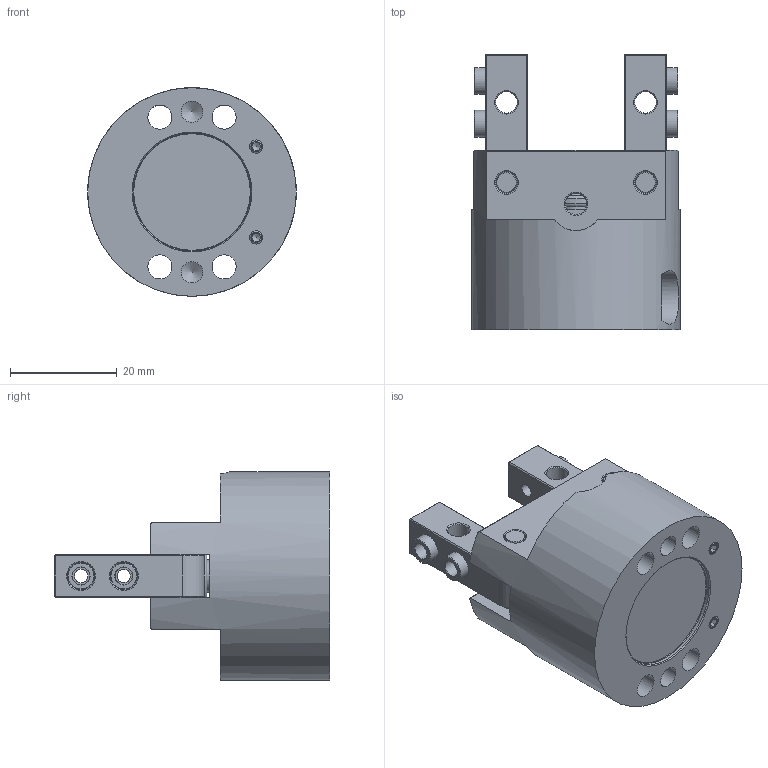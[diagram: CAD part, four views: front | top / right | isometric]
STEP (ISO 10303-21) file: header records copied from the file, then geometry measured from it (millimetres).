
FILE_DESCRIPTION(/* description */ (''),/* implementation_level */ '2;1');
FILE_NAME(/* name */ 'GAP-40.stp',/* time_stamp */ '2021-05-19T08:58:11+02:00',/* author */ ('Emilio'),/* organization */ (''),/* preprocessor_version */ 'ST-DEVELOPER v17.2',/* originating_system */ 'Autodesk Inventor 2019',/* authorisation */ '');
FILE_SCHEMA (('AUTOMOTIVE_DESIGN { 1 0 10303 214 3 1 1 }'));
Length unit declared in the file: millimetre
Products named in the file (8): GAP-40; DIN 913 - M3 x 4 Acciaio, Dolce; BOCCOLA 5H7L4.4; DIN 913 - M3 x 3 Acciaio; ISO 8734 - 4 x 20 - AISO (2); GAP-40 corpo cliente; GAP-40 leva; GAP-40 stelo
Assembly tree (15 placements, depth 2):
  GAP-40
    ISO 8734 - 4 x 20 - AISO (2)  x2
    DIN 913 - M3 x 4 Acciaio, Dolce  x2
    DIN 913 - M3 x 3 Acciaio  x3
    BOCCOLA 5H7L4.4  x4
    GAP-40 corpo cliente
    GAP-40 leva  x2
    GAP-40 stelo
Bounding box: 39 x 51.5 x 39 mm (x, y, z)
Volume: 32404.2 mm3; surface area: 14025.8 mm2
Topology: 15 solids, 15 shells, 281 faces, 708 edges, 462 vertices
Faces by surface type: plane 118, cone 86, cylinder 71, torus 6
Full cylindrical faces by diameter (mm): 1.5 x2, 2.459 x10, 3 x5, 3.2 x4, 3.242 x1, 4 x14, 4.134 x2, 4.2 x1, 4.5 x4, 5 x8, 6 x1, 12 x2, 22 x1, 39 x1
Entity records: 6154 total; most frequent: CARTESIAN_POINT 1289, DIRECTION 1025, ORIENTED_EDGE 900, EDGE_CURVE 450, AXIS2_PLACEMENT_3D 414, VERTEX_POINT 305, EDGE_LOOP 221, CIRCLE 208
